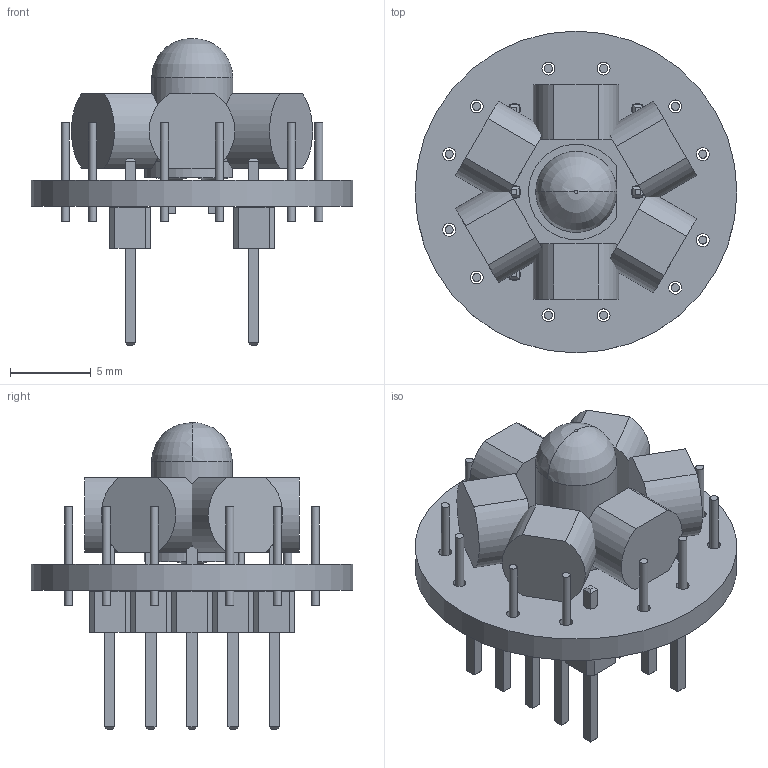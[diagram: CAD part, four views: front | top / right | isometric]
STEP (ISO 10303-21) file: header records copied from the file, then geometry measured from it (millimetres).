
FILE_DESCRIPTION(('KiCad electronic assembly'),'2;1');
FILE_NAME('Photomodule - LDRs.step','2019-09-28T14:26:47',('An Author'), ('A Company'),'Open CASCADE STEP processor 6.9', 'KiCad to STEP converter','Unknown');
FILE_SCHEMA(('AUTOMOTIVE_DESIGN { 1 0 10303 214 1 1 1 1 }'));
Length unit declared in the file: millimetre
Products named in the file (8): Open CASCADE STEP translator 6.9 1; PinHeader_1x05_P2.54mm_Vertical; COMPOUND; LED_5mm_Yellow; SOLID; Waitrony_KE-10720_Angled
Assembly tree (13 placements, depth 3):
  Open CASCADE STEP translator 6.9 1
    PinHeader_1x05_P2.54mm_Vertical  x2
      COMPOUND
    LED_5mm_Yellow
      SOLID
    Waitrony_KE-10720_Angled  x6
      COMPOUND
    COMPOUND
Bounding box: 19.88 x 19.88 x 18.94 mm (x, y, z)
Volume: 1276.6 mm3; surface area: 2271.4 mm2
Topology: 30 solids, 30 shells, 412 faces, 2178 edges, 3130 vertices
Faces by surface type: plane 347, cylinder 55, torus 8, revolution 2
Full cylindrical faces by diameter (mm): 0.5 x12, 0.8 x22, 0.9 x2, 19.879 x1
Entity records: 19218 total; most frequent: CARTESIAN_POINT 4354, DIRECTION 2612, LINE 1913, VECTOR 1913, ORIENTED_EDGE 976, PCURVE 976, DEFINITIONAL_REPRESENTATION 976, GEOMETRIC_CURVE_SET 640
